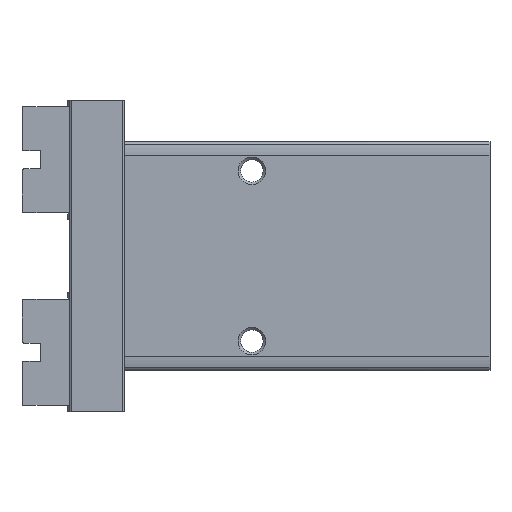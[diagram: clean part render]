
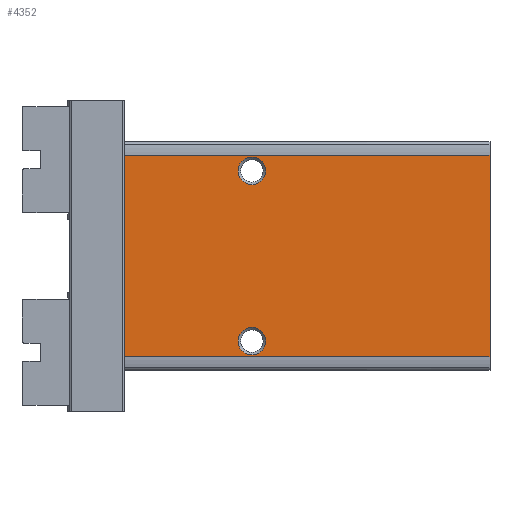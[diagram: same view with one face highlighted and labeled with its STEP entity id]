
A CAD part, left-side view. The second image highlights one B-rep face of the part: STEP entity #4352.
In plain terms, the highlighted face is planar.
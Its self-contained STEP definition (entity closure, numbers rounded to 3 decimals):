
#175=LINE('',#6714,#555);
#176=LINE('',#6722,#556);
#177=LINE('',#6724,#557);
#178=LINE('',#6726,#558);
#555=VECTOR('',#5278,1000.);
#556=VECTOR('',#5287,1000.);
#557=VECTOR('',#5288,1000.);
#558=VECTOR('',#5289,1000.);
#975=ORIENTED_EDGE('',*,*,#2234,.F.);
#976=ORIENTED_EDGE('',*,*,#2235,.F.);
#977=ORIENTED_EDGE('',*,*,#2236,.T.);
#978=ORIENTED_EDGE('',*,*,#2237,.F.);
#979=ORIENTED_EDGE('',*,*,#2238,.F.);
#980=ORIENTED_EDGE('',*,*,#2232,.T.);
#2232=EDGE_CURVE('',#2860,#2859,#175,.T.);
#2234=EDGE_CURVE('',#2861,#2861,#3276,.T.);
#2235=EDGE_CURVE('',#2862,#2862,#3277,.T.);
#2236=EDGE_CURVE('',#2859,#2863,#176,.T.);
#2237=EDGE_CURVE('',#2864,#2863,#177,.T.);
#2238=EDGE_CURVE('',#2860,#2864,#178,.T.);
#2859=VERTEX_POINT('',#6713);
#2860=VERTEX_POINT('',#6715);
#2861=VERTEX_POINT('',#6719);
#2862=VERTEX_POINT('',#6721);
#2863=VERTEX_POINT('',#6723);
#2864=VERTEX_POINT('',#6725);
#3276=CIRCLE('',#4683,1.5);
#3277=CIRCLE('',#4684,1.5);
#3512=EDGE_LOOP('',(#975));
#3513=EDGE_LOOP('',(#976));
#3514=EDGE_LOOP('',(#977,#978,#979,#980));
#3858=FACE_BOUND('',#3512,.T.);
#3859=FACE_BOUND('',#3513,.T.);
#3860=FACE_BOUND('',#3514,.T.);
#4196=PLANE('',#4682);
#4352=ADVANCED_FACE('',(#3858,#3859,#3860),#4196,.F.);
#4682=AXIS2_PLACEMENT_3D('',#6717,#5281,#5282);
#4683=AXIS2_PLACEMENT_3D('',#6718,#5283,#5284);
#4684=AXIS2_PLACEMENT_3D('',#6720,#5285,#5286);
#5278=DIRECTION('',(0.,-1.,0.));
#5281=DIRECTION('',(0.,0.,-1.));
#5282=DIRECTION('',(-1.,0.,0.));
#5283=DIRECTION('',(0.,0.,1.));
#5284=DIRECTION('',(1.,0.,0.));
#5285=DIRECTION('',(0.,0.,1.));
#5286=DIRECTION('',(1.,0.,0.));
#5287=DIRECTION('',(1.,0.,0.));
#5288=DIRECTION('',(0.,-1.,0.));
#5289=DIRECTION('',(1.,0.,0.));
#6713=CARTESIAN_POINT('',(-11.,0.,8.));
#6714=CARTESIAN_POINT('',(-11.,39.9,8.));
#6715=CARTESIAN_POINT('',(-11.,39.9,8.));
#6717=CARTESIAN_POINT('',(-11.,39.9,8.));
#6718=CARTESIAN_POINT('',(-9.3,26.,8.));
#6719=CARTESIAN_POINT('',(-7.8,26.,8.));
#6720=CARTESIAN_POINT('',(9.3,26.,8.));
#6721=CARTESIAN_POINT('',(10.8,26.,8.));
#6722=CARTESIAN_POINT('',(-11.,0.,8.));
#6723=CARTESIAN_POINT('',(11.,0.,8.));
#6724=CARTESIAN_POINT('',(11.,39.9,8.));
#6725=CARTESIAN_POINT('',(11.,39.9,8.));
#6726=CARTESIAN_POINT('',(-11.,39.9,8.));
